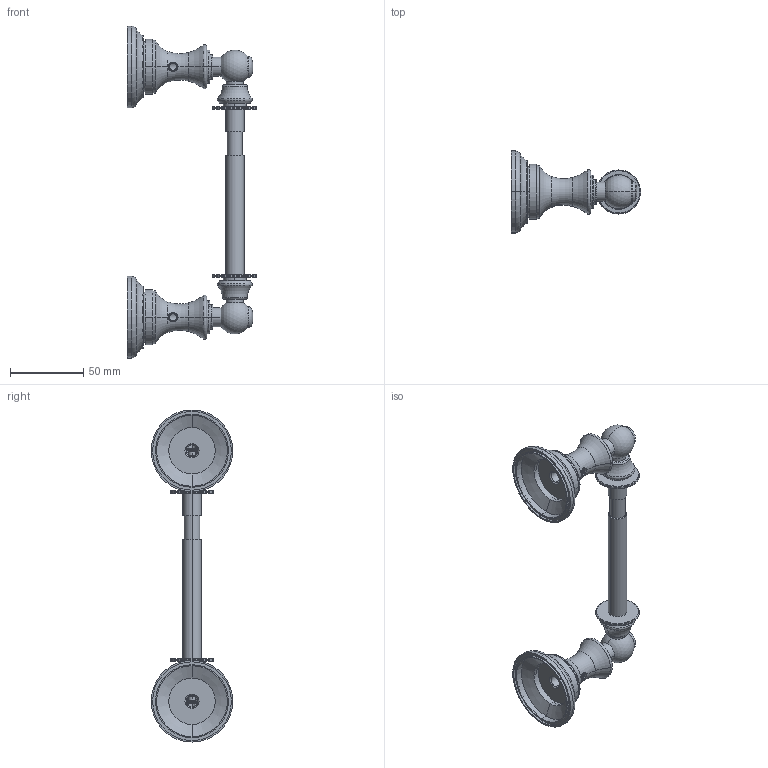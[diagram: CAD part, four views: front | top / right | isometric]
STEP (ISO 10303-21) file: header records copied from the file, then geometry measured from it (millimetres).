
FILE_DESCRIPTION((''),'2;1');
FILE_NAME('5608_ASM','2019-08-09T10:19:25',('jinson.thomas'),(''),'CREO PARAMETRIC BY PTC INC, 2018400','CREO PARAMETRIC BY PTC INC, 2018400','');
FILE_SCHEMA(('CONFIG_CONTROL_DESIGN'));
Length unit declared in the file: inch
Products named in the file (10): 11609; 2-656_ASM; 40720; 40734; 40721; 40701; 40702; 40703; 7-737_AF0_ASM; 5608_ASM
Assembly tree (12 placements, depth 3):
  5608_ASM
    2-656_ASM  x2
      11609
    40720
    40734  x2
    40721
    7-737_AF0_ASM
      40701
      40702
      40703  x2
Bounding box: 88.52 x 55.88 x 227.33 mm (x, y, z)
Volume: 88135.5 mm3; surface area: 50770.2 mm2
Topology: 10 solids, 10 shells, 566 faces, 1373 edges, 855 vertices
Faces by surface type: cylinder 232, bspline 137, torus 80, plane 61, cone 48, sphere 8
Entity records: 31915 total; most frequent: CARTESIAN_POINT 21965, ORIENTED_EDGE 2216, DIRECTION 1704, EDGE_CURVE 1108, AXIS2_PLACEMENT_3D 715, VERTEX_POINT 696, EDGE_LOOP 498, B_SPLINE_CURVE_WITH_KNOTS 479
